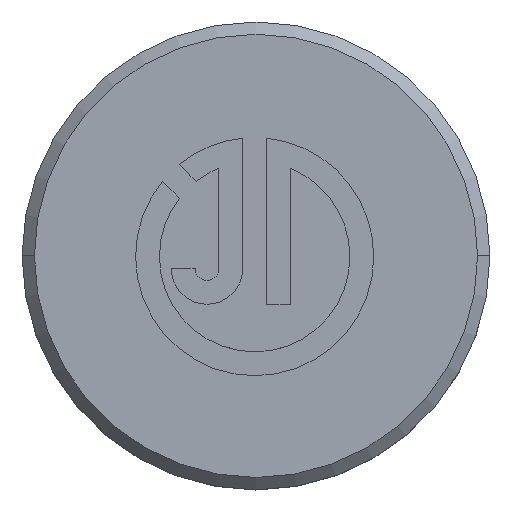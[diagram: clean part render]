
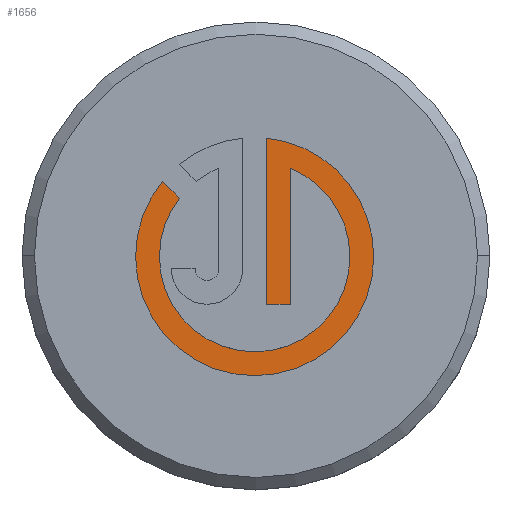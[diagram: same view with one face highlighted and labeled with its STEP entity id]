
A CAD part, top view. The second image highlights one B-rep face of the part: STEP entity #1656.
In plain terms, the highlighted planar face has unit normal (0, 0, 1).
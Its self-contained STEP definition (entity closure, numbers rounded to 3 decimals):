
#53 = CARTESIAN_POINT ( 'NONE',  ( 1.397, 0., 89.9 ) ) ;
#72 = EDGE_CURVE ( 'NONE', #1831, #1014, #1923, .T. ) ;
#94 = AXIS2_PLACEMENT_3D ( 'NONE', #791, #272, #1494 ) ;
#107 = DIRECTION ( 'NONE',  ( -1., 0., 0. ) ) ;
#158 = VECTOR ( 'NONE', #1775, 1000. ) ;
#194 = CARTESIAN_POINT ( 'NONE',  ( -0.054, -0.029, 89.9 ) ) ;
#224 = VERTEX_POINT ( 'NONE', #2180 ) ;
#272 = DIRECTION ( 'NONE',  ( 0., 0., 1. ) ) ;
#299 = ORIENTED_EDGE ( 'NONE', *, *, #924, .T. ) ;
#303 = AXIS2_PLACEMENT_3D ( 'NONE', #2091, #1042, #2268 ) ;
#327 = AXIS2_PLACEMENT_3D ( 'NONE', #2063, #1709, #1046 ) ;
#335 = EDGE_CURVE ( 'NONE', #2120, #512, #969, .T. ) ;
#366 = CARTESIAN_POINT ( 'NONE',  ( 0.429, 4.783, 89.9 ) ) ;
#369 = DIRECTION ( 'NONE',  ( 1., 0., 0. ) ) ;
#385 = VERTEX_POINT ( 'NONE', #366 ) ;
#394 = CARTESIAN_POINT ( 'NONE',  ( 3.815, -0.029, 89.9 ) ) ;
#410 = VERTEX_POINT ( 'NONE', #611 ) ;
#431 = CARTESIAN_POINT ( 'NONE',  ( -4.89, -0.029, 89.9 ) ) ;
#484 = CARTESIAN_POINT ( 'NONE',  ( -0.054, -0.029, 89.9 ) ) ;
#512 = VERTEX_POINT ( 'NONE', #1852 ) ;
#551 = CARTESIAN_POINT ( 'NONE',  ( 0., -1.963, 89.9 ) ) ;
#553 = VERTEX_POINT ( 'NONE', #431 ) ;
#571 = ORIENTED_EDGE ( 'NONE', *, *, #880, .T. ) ;
#588 = DIRECTION ( 'NONE',  ( 0., 0., -1. ) ) ;
#611 = CARTESIAN_POINT ( 'NONE',  ( 1.397, 3.558, 89.9 ) ) ;
#614 = LINE ( 'NONE', #551, #158 ) ;
#617 = ORIENTED_EDGE ( 'NONE', *, *, #1771, .T. ) ;
#655 = DIRECTION ( 'NONE',  ( 1., 0., 0. ) ) ;
#679 = CIRCLE ( 'NONE', #303, 4.836 ) ;
#770 = ORIENTED_EDGE ( 'NONE', *, *, #2131, .T. ) ;
#791 = CARTESIAN_POINT ( 'NONE',  ( 0., 0., 89.9 ) ) ;
#829 = ORIENTED_EDGE ( 'NONE', *, *, #1670, .T. ) ;
#850 = CIRCLE ( 'NONE', #2253, 3.869 ) ;
#880 = EDGE_CURVE ( 'NONE', #224, #385, #2079, .T. ) ;
#924 = EDGE_CURVE ( 'NONE', #1635, #2115, #614, .T. ) ;
#953 = FACE_OUTER_BOUND ( 'NONE', #1567, .T. ) ;
#969 = LINE ( 'NONE', #1244, #1835 ) ;
#1014 = VERTEX_POINT ( 'NONE', #1802 ) ;
#1036 = AXIS2_PLACEMENT_3D ( 'NONE', #484, #1703, #655 ) ;
#1042 = DIRECTION ( 'NONE',  ( 0., 0., 1. ) ) ;
#1046 = DIRECTION ( 'NONE',  ( -1., 0., 0. ) ) ;
#1147 = DIRECTION ( 'NONE',  ( 0., 0., -1. ) ) ;
#1176 = CARTESIAN_POINT ( 'NONE',  ( 0.429, 0., 89.9 ) ) ;
#1237 = DIRECTION ( 'NONE',  ( -0.707, 0.707, 0. ) ) ;
#1244 = CARTESIAN_POINT ( 'NONE',  ( -3.11, 2.343, 89.9 ) ) ;
#1271 = DIRECTION ( 'NONE',  ( 0., -1., 0. ) ) ;
#1286 = ORIENTED_EDGE ( 'NONE', *, *, #1602, .T. ) ;
#1297 = EDGE_CURVE ( 'NONE', #512, #553, #679, .T. ) ;
#1307 = PLANE ( 'NONE',  #94 ) ;
#1339 = CARTESIAN_POINT ( 'NONE',  ( -3.11, 2.343, 89.9 ) ) ;
#1361 = VECTOR ( 'NONE', #1271, 1000. ) ;
#1408 = DIRECTION ( 'NONE',  ( 0., 0., 1. ) ) ;
#1414 = AXIS2_PLACEMENT_3D ( 'NONE', #1636, #588, #1816 ) ;
#1435 = VECTOR ( 'NONE', #1968, 1000. ) ;
#1494 = DIRECTION ( 'NONE',  ( 1., 0., 0. ) ) ;
#1530 = CIRCLE ( 'NONE', #1414, 3.869 ) ;
#1567 = EDGE_LOOP ( 'NONE', ( #1286, #1782, #829, #1834, #1715, #617, #571, #770, #299, #2013 ) ) ;
#1602 = EDGE_CURVE ( 'NONE', #410, #1831, #1530, .T. ) ;
#1635 = VERTEX_POINT ( 'NONE', #1823 ) ;
#1636 = CARTESIAN_POINT ( 'NONE',  ( -0.054, -0.029, 89.9 ) ) ;
#1656 = ADVANCED_FACE ( 'NONE', ( #953 ), #1307, .T. ) ;
#1670 = EDGE_CURVE ( 'NONE', #1014, #2120, #850, .T. ) ;
#1703 = DIRECTION ( 'NONE',  ( 0., 0., 1. ) ) ;
#1709 = DIRECTION ( 'NONE',  ( 0., 0., -1. ) ) ;
#1715 = ORIENTED_EDGE ( 'NONE', *, *, #1297, .T. ) ;
#1771 = EDGE_CURVE ( 'NONE', #553, #224, #2133, .T. ) ;
#1775 = DIRECTION ( 'NONE',  ( 1., 0., 0. ) ) ;
#1782 = ORIENTED_EDGE ( 'NONE', *, *, #72, .T. ) ;
#1802 = CARTESIAN_POINT ( 'NONE',  ( -3.923, -0.029, 89.9 ) ) ;
#1816 = DIRECTION ( 'NONE',  ( -1., 0., 0. ) ) ;
#1823 = CARTESIAN_POINT ( 'NONE',  ( 0.429, -1.963, 89.9 ) ) ;
#1826 = LINE ( 'NONE', #1176, #1361 ) ;
#1828 = AXIS2_PLACEMENT_3D ( 'NONE', #194, #1408, #369 ) ;
#1831 = VERTEX_POINT ( 'NONE', #394 ) ;
#1834 = ORIENTED_EDGE ( 'NONE', *, *, #335, .T. ) ;
#1835 = VECTOR ( 'NONE', #1237, 1000. ) ;
#1852 = CARTESIAN_POINT ( 'NONE',  ( -3.799, 3.032, 89.9 ) ) ;
#1860 = EDGE_CURVE ( 'NONE', #2115, #410, #1963, .T. ) ;
#1864 = CARTESIAN_POINT ( 'NONE',  ( 1.397, -1.963, 89.9 ) ) ;
#1923 = CIRCLE ( 'NONE', #327, 3.869 ) ;
#1963 = LINE ( 'NONE', #53, #1435 ) ;
#1968 = DIRECTION ( 'NONE',  ( 0., 1., 0. ) ) ;
#2013 = ORIENTED_EDGE ( 'NONE', *, *, #1860, .T. ) ;
#2063 = CARTESIAN_POINT ( 'NONE',  ( -0.054, -0.029, 89.9 ) ) ;
#2079 = CIRCLE ( 'NONE', #1828, 4.836 ) ;
#2091 = CARTESIAN_POINT ( 'NONE',  ( -0.054, -0.029, 89.9 ) ) ;
#2115 = VERTEX_POINT ( 'NONE', #1864 ) ;
#2120 = VERTEX_POINT ( 'NONE', #1339 ) ;
#2131 = EDGE_CURVE ( 'NONE', #385, #1635, #1826, .T. ) ;
#2133 = CIRCLE ( 'NONE', #1036, 4.836 ) ;
#2180 = CARTESIAN_POINT ( 'NONE',  ( 4.782, -0.029, 89.9 ) ) ;
#2202 = CARTESIAN_POINT ( 'NONE',  ( -0.054, -0.029, 89.9 ) ) ;
#2253 = AXIS2_PLACEMENT_3D ( 'NONE', #2202, #1147, #107 ) ;
#2268 = DIRECTION ( 'NONE',  ( 1., 0., 0. ) ) ;
